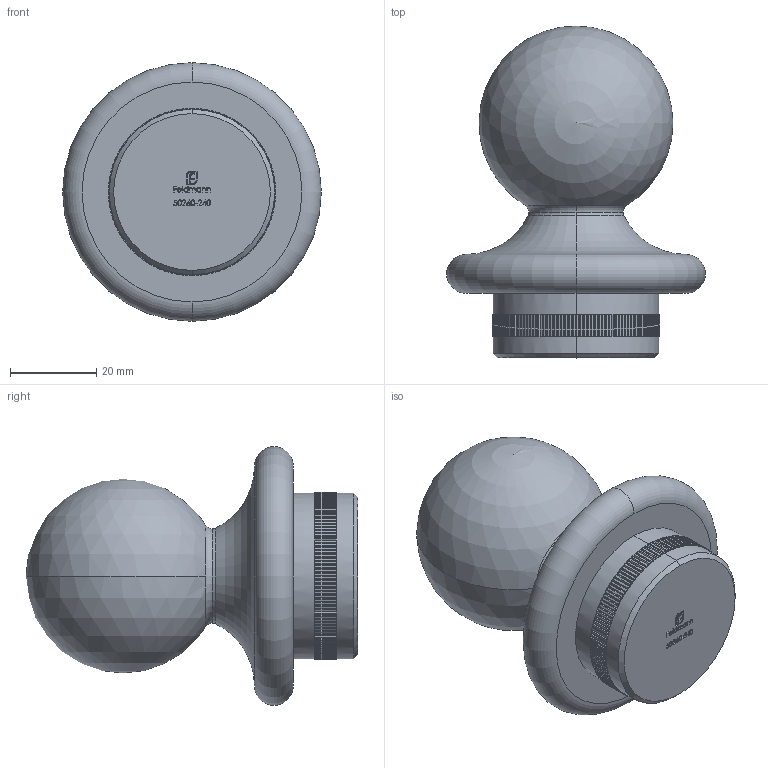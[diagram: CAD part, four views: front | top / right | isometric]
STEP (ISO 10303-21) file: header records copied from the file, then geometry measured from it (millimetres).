
FILE_DESCRIPTION (( 'STEP AP203' ), '1' );
FILE_NAME ('50260-240.STEP', '2022-02-02T15:51:39', ( '' ), ( '' ), 'SwSTEP 2.0', 'SolidWorks 2018', '' );
FILE_SCHEMA (( 'CONFIG_CONTROL_DESIGN' ));
Length unit declared in the file: millimetre
Products named in the file (2): 50260-240
Bounding box: 60 x 77 x 60 mm (x, y, z)
Volume: 95970.5 mm3; surface area: 14559.7 mm2
Topology: 1 solids, 1 shells, 982 faces, 2293 edges, 1338 vertices
Faces by surface type: plane 702, cylinder 144, bspline 124, torus 8, cone 2, sphere 2
Entity records: 33939 total; most frequent: CARTESIAN_POINT 12067, ORIENTED_EDGE 4576, DIRECTION 4348, EDGE_CURVE 2288, VECTOR 1452, LINE 1452, AXIS2_PLACEMENT_3D 1448, VERTEX_POINT 1335
